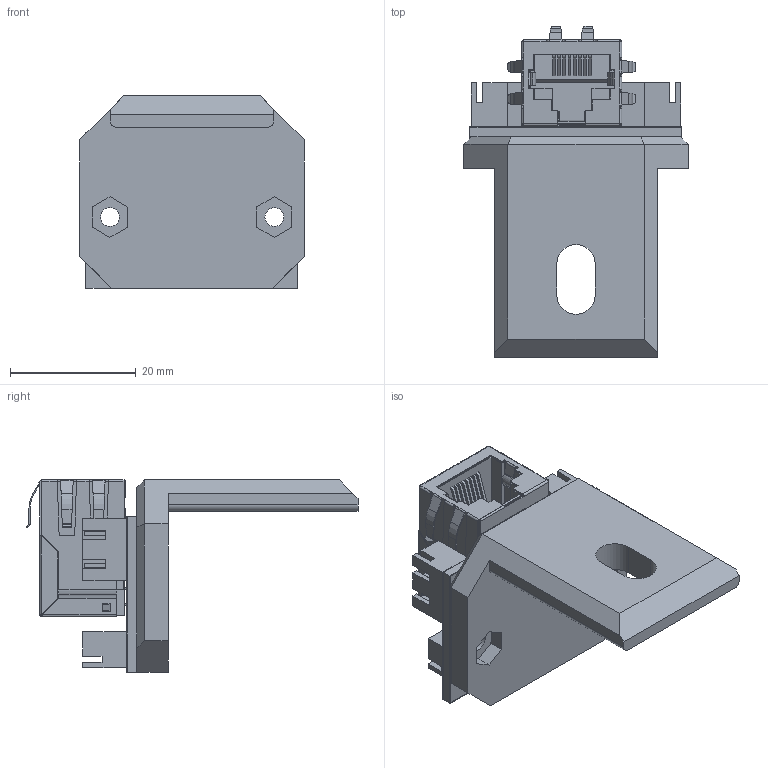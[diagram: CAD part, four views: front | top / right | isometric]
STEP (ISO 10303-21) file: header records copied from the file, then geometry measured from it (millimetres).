
FILE_DESCRIPTION(/* description */ (''),/* implementation_level */ '2;1');
FILE_NAME(/* name */ 'Cable Tie RJ45 Velo17pcb v1.step',/* time_stamp */ '2021-08-06T16:29:11+02:00',/* author */ (''),/* organization */ (''),/* preprocessor_version */ 'ST-DEVELOPER v18.1',/* originating_system */ 'Autodesk Translation Framework v10.9.0.1377',/* authorisation */ '');
FILE_SCHEMA (('AUTOMOTIVE_DESIGN { 1 0 10303 214 3 1 1 }'));
Products named in the file (22): Cable Tie RJ45 Velo17pcb; RJ45 Adapter; Board; 1-copper; 16-copper; 1-soldermask; 16-soldermask; Packages; 7499011002A; insulator; shielding; B3B-XH-A; B3B-XH-A v1; B2B-XH-A; 24957656.f3d ; B2B-XH-A_1; 24957656.f3d _1; B2B-XH-A_2; 24957656.f3d _2; B2B-XH-A_3; 24957656.f3d _3; B2B-XH-A v1
Assembly tree (24 placements, depth 6):
  Cable Tie RJ45 Velo17pcb
    RJ45 Adapter
      Board
      1-copper
      16-copper
      1-soldermask
      16-soldermask
      Packages
        7499011002A
          insulator
          shielding
        B3B-XH-A
          B3B-XH-A v1
        B2B-XH-A
          24957656.f3d 
            B2B-XH-A v1
        B2B-XH-A_1
          24957656.f3d _1
            B2B-XH-A v1
        B2B-XH-A_2
          24957656.f3d _2
            B2B-XH-A v1
        B2B-XH-A_3
          24957656.f3d _3
            B2B-XH-A v1
Bounding box: 35.7 x 52.84 x 30.61 mm (x, y, z)
Volume: 13270.9 mm3; surface area: 18367.2 mm2
Topology: 105 solids, 105 shells, 2547 faces, 6651 edges, 4338 vertices
Faces by surface type: plane 1844, cylinder 629, bspline 62, cone 8, sphere 4
Full cylindrical faces by diameter (mm): 0.83 x133, 0.9 x38, 1.53 x14, 1.6 x4, 3 x2, 3.25 x6, 3.302 x6
Entity records: 77522 total; most frequent: CARTESIAN_POINT 15576, ORIENTED_EDGE 12682, DIRECTION 12175, EDGE_CURVE 6341, LINE 4995, VECTOR 4995, VERTEX_POINT 4134, AXIS2_PLACEMENT_3D 3590
